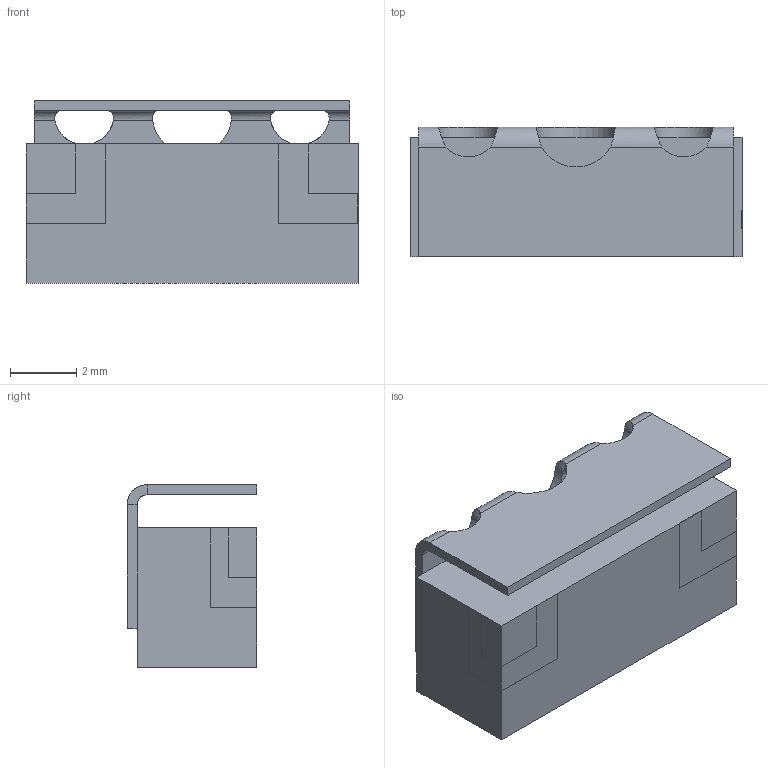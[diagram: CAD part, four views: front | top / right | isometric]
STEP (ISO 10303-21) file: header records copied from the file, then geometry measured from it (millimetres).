
FILE_DESCRIPTION(('STEP AP203'), '1');
FILE_NAME('ÍØÁÀ.434834.018-03_Ôèëüòð ÔÊÏ1-218-03-3.965-280', '', ('UNSPECIFIED'), ('UNSPECIFIED'), 'ASCON STEP Converter 1.6', 'ASCON Math Kernel', '');
FILE_SCHEMA(('CONFIG_CONTROL_DESIGN'));
Length unit declared in the file: millimetre
Products named in the file (1): НШБА.434834.018-03_Фильтр ФКП1-218-03-3.965-280
Bounding box: 10 x 3.9 x 5.5 mm (x, y, z)
Volume: 170.5 mm3; surface area: 274 mm2
Topology: 1 solids, 1 shells, 394 faces, 1043 edges, 682 vertices
Faces by surface type: plane 234, bspline 138, cylinder 22
Entity records: 29144 total; most frequent: CARTESIAN_POINT 17352, ORIENTED_EDGE 2086, DIRECTION 1196, EDGE_CURVE 1043, VERTEX_POINT 682, LINE 606, VECTOR 606, FACE_BOUND 431
